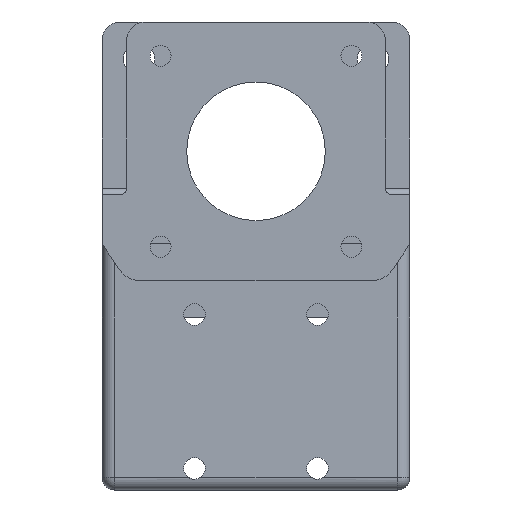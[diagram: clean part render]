
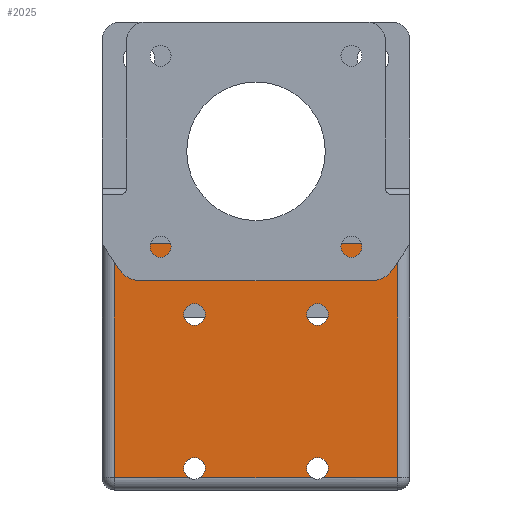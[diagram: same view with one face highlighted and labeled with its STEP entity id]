
A CAD part, left-side view. The second image highlights one B-rep face of the part: STEP entity #2025.
In plain terms, the highlighted planar face has unit normal (-1, 0, 0).
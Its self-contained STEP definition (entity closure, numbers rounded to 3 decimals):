
#50=FACE_BOUND('',#276,.T.);
#51=FACE_BOUND('',#277,.T.);
#80=PLANE('',#2217);
#151=FACE_OUTER_BOUND('',#275,.T.);
#275=EDGE_LOOP('',(#1601,#1602,#1603,#1604,#1605,#1606,#1607,#1608,#1609,
#1610,#1611,#1612));
#276=EDGE_LOOP('',(#1613));
#277=EDGE_LOOP('',(#1614));
#449=LINE('',#3269,#636);
#451=LINE('',#3274,#638);
#452=LINE('',#3286,#639);
#457=LINE('',#3304,#644);
#459=LINE('',#3311,#646);
#463=LINE('',#3330,#650);
#464=LINE('',#3333,#651);
#636=VECTOR('',#2614,10.);
#638=VECTOR('',#2618,10.);
#639=VECTOR('',#2619,10.);
#644=VECTOR('',#2642,10.);
#646=VECTOR('',#2650,10.);
#650=VECTOR('',#2668,10.);
#651=VECTOR('',#2671,10.);
#788=CIRCLE('',#2218,20.);
#789=CIRCLE('',#2219,1.75);
#790=CIRCLE('',#2220,1.75);
#791=CIRCLE('',#2221,1.75);
#792=CIRCLE('',#2222,1.75);
#793=CIRCLE('',#2223,1.75);
#794=CIRCLE('',#2224,1.75);
#948=VERTEX_POINT('',#3249);
#951=VERTEX_POINT('',#3256);
#952=VERTEX_POINT('',#3257);
#953=VERTEX_POINT('',#3268);
#955=VERTEX_POINT('',#3273);
#956=VERTEX_POINT('',#3275);
#960=VERTEX_POINT('',#3303);
#962=VERTEX_POINT('',#3309);
#970=VERTEX_POINT('',#3329);
#971=VERTEX_POINT('',#3331);
#972=VERTEX_POINT('',#3334);
#973=VERTEX_POINT('',#3337);
#974=VERTEX_POINT('',#3340);
#975=VERTEX_POINT('',#3342);
#1185=EDGE_CURVE('',#952,#953,#449,.T.);
#1188=EDGE_CURVE('',#948,#955,#451,.T.);
#1190=EDGE_CURVE('',#956,#951,#452,.T.);
#1199=EDGE_CURVE('',#953,#960,#457,.T.);
#1203=EDGE_CURVE('',#962,#948,#459,.T.);
#1212=EDGE_CURVE('',#970,#962,#463,.T.);
#1213=EDGE_CURVE('',#971,#970,#788,.T.);
#1214=EDGE_CURVE('',#960,#971,#464,.T.);
#1215=EDGE_CURVE('',#952,#972,#789,.T.);
#1216=EDGE_CURVE('',#972,#951,#790,.T.);
#1217=EDGE_CURVE('',#956,#973,#791,.T.);
#1218=EDGE_CURVE('',#973,#955,#792,.T.);
#1219=EDGE_CURVE('',#974,#974,#793,.T.);
#1220=EDGE_CURVE('',#975,#975,#794,.T.);
#1601=ORIENTED_EDGE('',*,*,#1188,.F.);
#1602=ORIENTED_EDGE('',*,*,#1203,.F.);
#1603=ORIENTED_EDGE('',*,*,#1212,.F.);
#1604=ORIENTED_EDGE('',*,*,#1213,.F.);
#1605=ORIENTED_EDGE('',*,*,#1214,.F.);
#1606=ORIENTED_EDGE('',*,*,#1199,.F.);
#1607=ORIENTED_EDGE('',*,*,#1185,.F.);
#1608=ORIENTED_EDGE('',*,*,#1215,.T.);
#1609=ORIENTED_EDGE('',*,*,#1216,.T.);
#1610=ORIENTED_EDGE('',*,*,#1190,.F.);
#1611=ORIENTED_EDGE('',*,*,#1217,.T.);
#1612=ORIENTED_EDGE('',*,*,#1218,.T.);
#1613=ORIENTED_EDGE('',*,*,#1219,.T.);
#1614=ORIENTED_EDGE('',*,*,#1220,.T.);
#2025=ADVANCED_FACE('',(#151,#50,#51),#80,.T.);
#2217=AXIS2_PLACEMENT_3D('',#3328,#2666,#2667);
#2218=AXIS2_PLACEMENT_3D('',#3332,#2669,#2670);
#2219=AXIS2_PLACEMENT_3D('',#3335,#2672,#2673);
#2220=AXIS2_PLACEMENT_3D('',#3336,#2674,#2675);
#2221=AXIS2_PLACEMENT_3D('',#3338,#2676,#2677);
#2222=AXIS2_PLACEMENT_3D('',#3339,#2678,#2679);
#2223=AXIS2_PLACEMENT_3D('',#3341,#2680,#2681);
#2224=AXIS2_PLACEMENT_3D('',#3343,#2682,#2683);
#2614=DIRECTION('',(0.,1.,0.));
#2618=DIRECTION('',(0.,1.,0.));
#2619=DIRECTION('',(0.,1.,0.));
#2642=DIRECTION('',(0.,0.,1.));
#2650=DIRECTION('',(0.,0.,-1.));
#2666=DIRECTION('center_axis',(-1.,0.,0.));
#2667=DIRECTION('ref_axis',(0.,0.,1.));
#2668=DIRECTION('',(0.,-1.,0.));
#2669=DIRECTION('center_axis',(-1.,0.,0.));
#2670=DIRECTION('ref_axis',(0.,0.661,-0.75));
#2671=DIRECTION('',(0.,-1.,0.));
#2672=DIRECTION('center_axis',(1.,0.,0.));
#2673=DIRECTION('ref_axis',(0.,-1.,0.));
#2674=DIRECTION('center_axis',(1.,0.,0.));
#2675=DIRECTION('ref_axis',(0.,-1.,0.));
#2676=DIRECTION('center_axis',(1.,0.,0.));
#2677=DIRECTION('ref_axis',(0.,-1.,0.));
#2678=DIRECTION('center_axis',(1.,0.,0.));
#2679=DIRECTION('ref_axis',(0.,-1.,0.));
#2680=DIRECTION('center_axis',(1.,0.,0.));
#2681=DIRECTION('ref_axis',(0.,-1.,0.));
#2682=DIRECTION('center_axis',(1.,0.,0.));
#2683=DIRECTION('ref_axis',(0.,-1.,0.));
#3249=CARTESIAN_POINT('',(35.,2.,-38.));
#3256=CARTESIAN_POINT('',(35.,34.099,-38.));
#3257=CARTESIAN_POINT('',(35.,35.901,-38.));
#3268=CARTESIAN_POINT('',(35.,48.,-38.));
#3269=CARTESIAN_POINT('',(35.,0.,-38.));
#3273=CARTESIAN_POINT('',(35.,14.099,-38.));
#3274=CARTESIAN_POINT('',(35.,0.,-38.));
#3275=CARTESIAN_POINT('',(35.,15.901,-38.));
#3286=CARTESIAN_POINT('',(35.,0.,-38.));
#3303=CARTESIAN_POINT('',(35.,48.,0.));
#3304=CARTESIAN_POINT('',(35.,48.,-20.));
#3309=CARTESIAN_POINT('',(35.,2.,0.));
#3311=CARTESIAN_POINT('',(35.,2.,-20.));
#3328=CARTESIAN_POINT('Origin',(35.,0.,-40.));
#3329=CARTESIAN_POINT('',(35.,11.771,0.));
#3330=CARTESIAN_POINT('',(35.,12.5,0.));
#3331=CARTESIAN_POINT('',(35.,38.229,0.));
#3332=CARTESIAN_POINT('Origin',(35.,25.,15.));
#3333=CARTESIAN_POINT('',(35.,12.5,0.));
#3334=CARTESIAN_POINT('',(35.,36.75,-36.5));
#3335=CARTESIAN_POINT('Origin',(35.,35.,-36.5));
#3336=CARTESIAN_POINT('Origin',(35.,35.,-36.5));
#3337=CARTESIAN_POINT('',(35.,16.75,-36.5));
#3338=CARTESIAN_POINT('Origin',(35.,15.,-36.5));
#3339=CARTESIAN_POINT('Origin',(35.,15.,-36.5));
#3340=CARTESIAN_POINT('',(35.,36.75,-11.5));
#3341=CARTESIAN_POINT('Origin',(35.,35.,-11.5));
#3342=CARTESIAN_POINT('',(35.,16.75,-11.5));
#3343=CARTESIAN_POINT('Origin',(35.,15.,-11.5));
